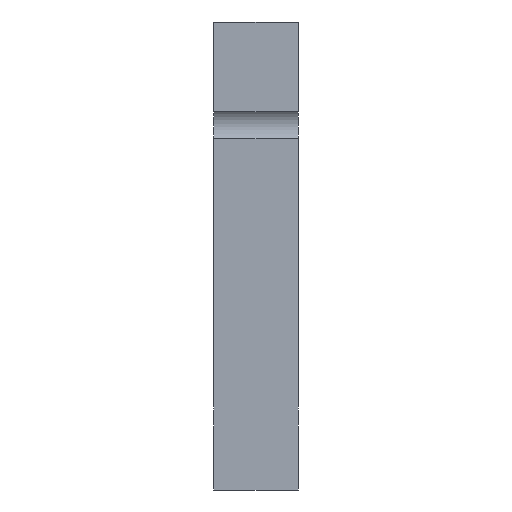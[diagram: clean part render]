
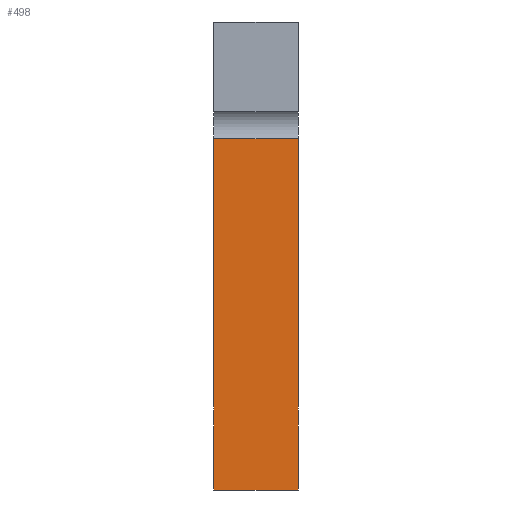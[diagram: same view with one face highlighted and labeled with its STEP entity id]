
A CAD part, front view. The second image highlights one B-rep face of the part: STEP entity #498.
In plain terms, the highlighted planar face has unit normal (0, -1, 0).
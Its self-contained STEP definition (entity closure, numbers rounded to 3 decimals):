
#101=CARTESIAN_POINT('Vertex',(18.,-494.,-50.)) ;
#104=CARTESIAN_POINT('Line Origine',(9.,-494.,-50.)) ;
#108=CARTESIAN_POINT('Vertex',(0.,-494.,-50.)) ;
#353=CARTESIAN_POINT('Vertex',(0.,-494.,25.)) ;
#356=CARTESIAN_POINT('Line Origine',(9.,-494.,25.)) ;
#360=CARTESIAN_POINT('Vertex',(18.,-494.,25.)) ;
#477=CARTESIAN_POINT('Axis2P3D Location',(0.,-494.,25.)) ;
#482=CARTESIAN_POINT('Line Origine',(0.,-494.,-12.5)) ;
#487=CARTESIAN_POINT('Line Origine',(18.,-494.,-12.5)) ;
#105=DIRECTION('Vector Direction',(1.,0.,0.)) ;
#357=DIRECTION('Vector Direction',(1.,0.,0.)) ;
#478=DIRECTION('Axis2P3D Direction',(0.,-1.,0.)) ;
#479=DIRECTION('Axis2P3D XDirection',(0.,0.,-1.)) ;
#483=DIRECTION('Vector Direction',(0.,0.,-1.)) ;
#488=DIRECTION('Vector Direction',(0.,0.,-1.)) ;
#480=AXIS2_PLACEMENT_3D('Plane Axis2P3D',#477,#478,#479) ;
#493=ORIENTED_EDGE('',*,*,#362,.F.) ;
#494=ORIENTED_EDGE('',*,*,#486,.T.) ;
#495=ORIENTED_EDGE('',*,*,#110,.T.) ;
#496=ORIENTED_EDGE('',*,*,#491,.F.) ;
#106=VECTOR('Line Direction',#105,1.) ;
#358=VECTOR('Line Direction',#357,1.) ;
#484=VECTOR('Line Direction',#483,1.) ;
#489=VECTOR('Line Direction',#488,1.) ;
#498=ADVANCED_FACE('Corps principal',(#497),#481,.T.) ;
#110=EDGE_CURVE('',#109,#102,#107,.T.) ;
#362=EDGE_CURVE('',#354,#361,#359,.T.) ;
#486=EDGE_CURVE('',#354,#109,#485,.T.) ;
#491=EDGE_CURVE('',#361,#102,#490,.T.) ;
#492=EDGE_LOOP('',(#493,#494,#495,#496)) ;
#497=FACE_OUTER_BOUND('',#492,.T.) ;
#107=LINE('Line',#104,#106) ;
#359=LINE('Line',#356,#358) ;
#485=LINE('Line',#482,#484) ;
#490=LINE('Line',#487,#489) ;
#481=PLANE('Plane',#480) ;
#102=VERTEX_POINT('',#101) ;
#109=VERTEX_POINT('',#108) ;
#354=VERTEX_POINT('',#353) ;
#361=VERTEX_POINT('',#360) ;
